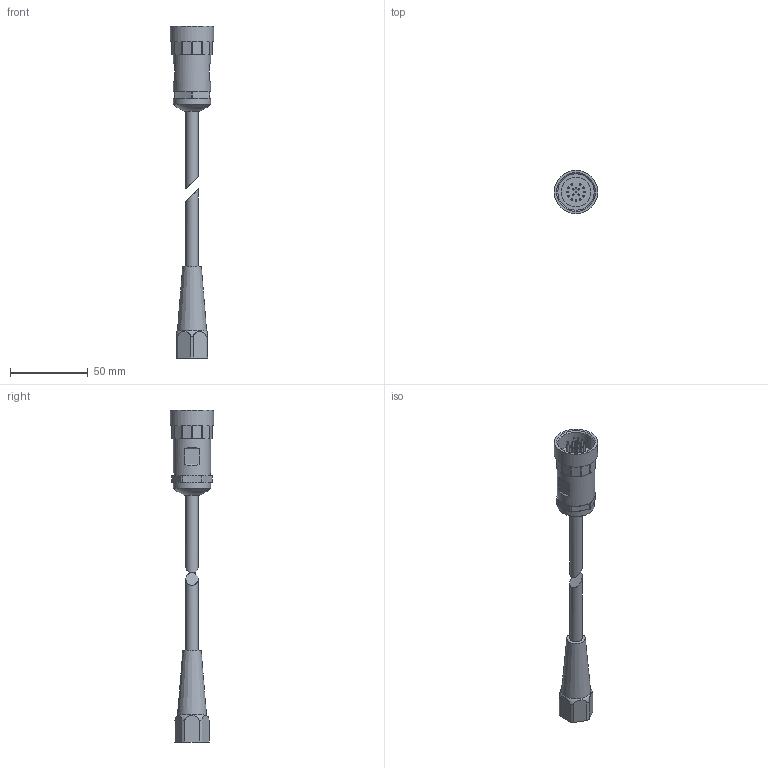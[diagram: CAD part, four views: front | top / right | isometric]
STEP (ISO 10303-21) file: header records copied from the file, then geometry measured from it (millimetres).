
FILE_DESCRIPTION(/* description */ ('STEP AP214'),/* implementation_level */ '2;1');
FILE_NAME(/* name */ '8126917_NEBC-R3Z12G20-KH-10-N-SBS-RSG17-ET-S1',/* time_stamp */ '2024-09-12T17:38:57+02:00',/* author */ ('License CC BY-ND 4.0'),/* organization */ ('CADENAS'),/* preprocessor_version */ 'ST-DEVELOPER v19.3',/* originating_system */ 'PARTsolutions',/* authorisation */ ' ');
FILE_SCHEMA (('AUTOMOTIVE_DESIGN {1 0 10303 214 3 1 1}'));
Length unit declared in the file: millimetre
Products named in the file (3): 8126917 NEBC-R3Z12G20-KH-10-N-SBS-RSG17-ET-S1; 8126917 NEBC-R3Z12G20-KH-10-N-SBS-RSG17-ET-S1---(P1); 8126917 NEBC-R3Z12G20-KH-10-N-SBS-RSG17-ET-S1---(P2)
Assembly tree (2 placements, depth 2):
  8126917 NEBC-R3Z12G20-KH-10-N-SBS-RSG17-ET-S1
    8126917 NEBC-R3Z12G20-KH-10-N-SBS-RSG17-ET-S1---(P1)
    8126917 NEBC-R3Z12G20-KH-10-N-SBS-RSG17-ET-S1---(P2)
Bounding box: 28 x 28 x 214.05 mm (x, y, z)
Volume: 40079.6 mm3; surface area: 12978.3 mm2
Topology: 2 solids, 2 shells, 140 faces, 308 edges, 196 vertices
Faces by surface type: plane 87, cylinder 49, torus 2, cone 2
Full cylindrical faces by diameter (mm): 1 x17, 8 x2, 10 x1, 19 x1, 23.376 x1, 23.933 x2, 28 x1
Entity records: 4756 total; most frequent: DIRECTION 680, CARTESIAN_POINT 679, ORIENTED_EDGE 546, AXIS2_PLACEMENT_3D 276, EDGE_CURVE 273, EDGE_LOOP 194, FACE_BOUND 194, VERTEX_POINT 191
